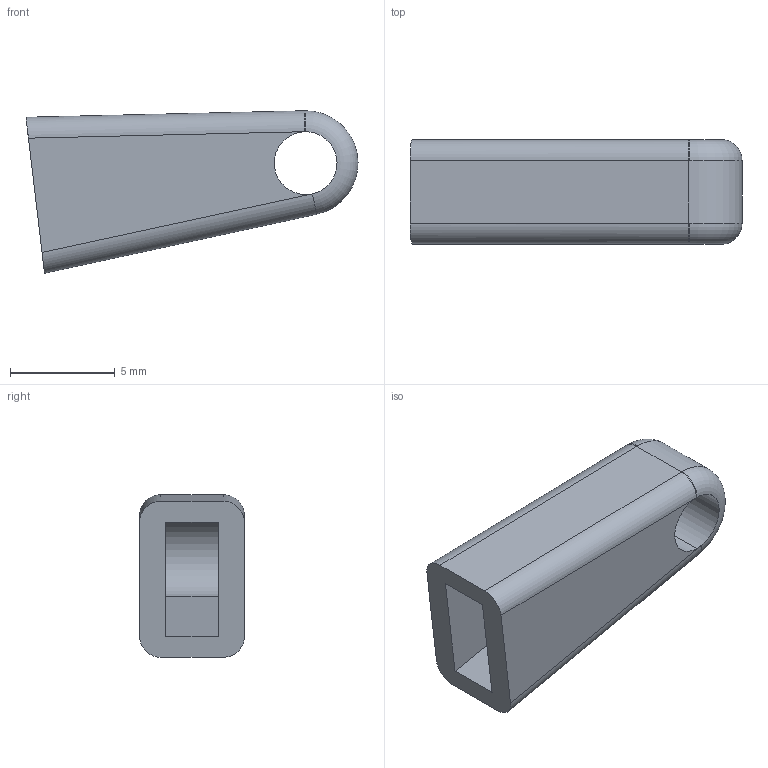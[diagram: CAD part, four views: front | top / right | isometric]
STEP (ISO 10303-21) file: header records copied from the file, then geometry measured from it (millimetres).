
FILE_DESCRIPTION (( 'STEP AP203' ), '1' );
FILE_NAME ('servo_horn_extender.STEP', '2022-12-31T19:52:15', ( '' ), ( '' ), 'SwSTEP 2.0', 'SolidWorks 2021', '' );
FILE_SCHEMA (( 'CONFIG_CONTROL_DESIGN' ));
Length unit declared in the file: millimetre
Products named in the file (1): servo_horn_extender
Bounding box: 15.85 x 5 x 7.76 mm (x, y, z)
Volume: 290.1 mm3; surface area: 530.9 mm2
Topology: 1 solids, 1 shells, 22 faces, 53 edges, 32 vertices
Faces by surface type: cylinder 9, plane 9, torus 4
Entity records: 720 total; most frequent: CARTESIAN_POINT 120, DIRECTION 117, ORIENTED_EDGE 106, EDGE_CURVE 53, AXIS2_PLACEMENT_3D 45, VERTEX_POINT 32, VECTOR 27, LINE 27
